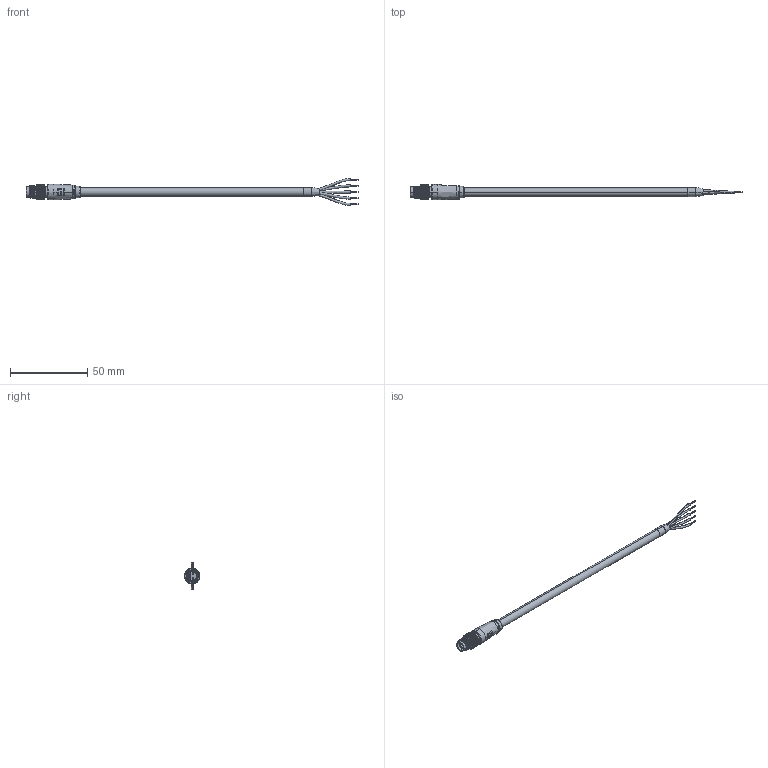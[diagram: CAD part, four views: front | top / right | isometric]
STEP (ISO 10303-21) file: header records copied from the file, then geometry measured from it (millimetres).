
FILE_DESCRIPTION (( 'STEP AP203' ), '1' );
FILE_NAME ('10-04147.STEP', '2021-10-04T20:48:54', ( '' ), ( '' ), 'SwSTEP 2.0', 'SolidWorks 2021', '' );
FILE_SCHEMA (( 'CONFIG_CONTROL_DESIGN' ));
Length unit declared in the file: millimetre
Products named in the file (8): 50-00680___; 50-00680-01___; 10-04147; 30-01579_s + t; 50-00680-04___; 50-00680-03___; 50-00680-02___; 24-00378_3D print
Assembly tree (10 placements, depth 3):
  10-04147
    30-01579_s + t
    24-00378_3D print
    50-00680___
      50-00680-01___
      50-00680-02___
      50-00680-03___  x4
      50-00680-04___
Bounding box: 215 x 10.25 x 17.4 mm (x, y, z)
Volume: 6086 mm3; surface area: 41484.9 mm2
Topology: 424 solids, 424 shells, 4742 faces, 9514 edges, 5639 vertices
Faces by surface type: cylinder 2083, bspline 1513, plane 932, cone 175, torus 31, sphere 8
Entity records: 171150 total; most frequent: CARTESIAN_POINT 82209, ORIENTED_EDGE 18586, DIRECTION 15565, EDGE_CURVE 9293, AXIS2_PLACEMENT_3D 6830, VERTEX_POINT 5513, EDGE_LOOP 5490, FACE_OUTER_BOUND 4640
